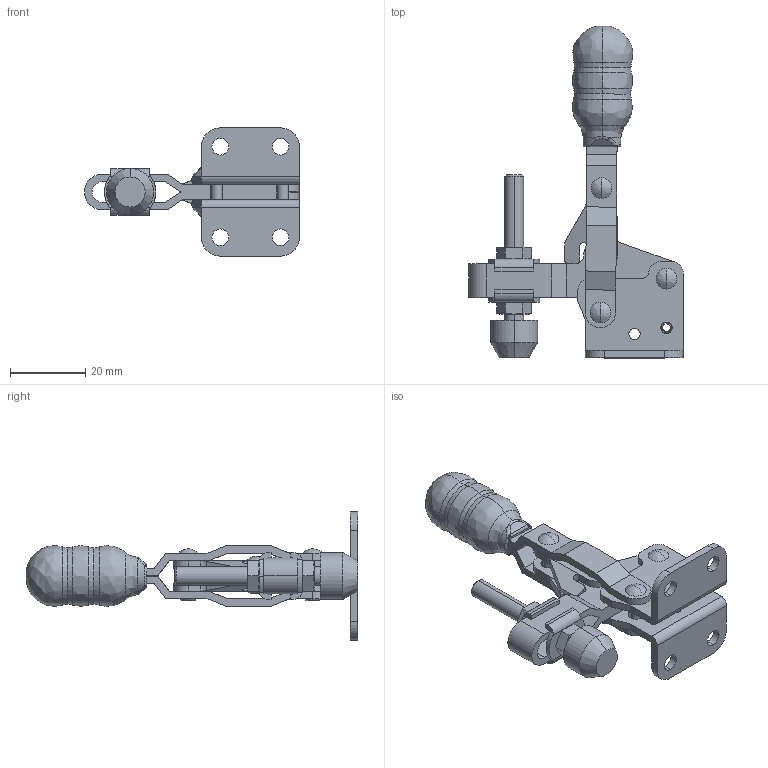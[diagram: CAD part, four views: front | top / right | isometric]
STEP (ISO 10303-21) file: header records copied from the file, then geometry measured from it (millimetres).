
FILE_DESCRIPTION (( 'STEP AP214' ), '1' );
FILE_NAME ('GH-10752-BB.STEP', '2020-10-21T09:30:12', ( 'LinWei' ), ( '' ), 'SwSTEP 2.0', 'SolidWorks 2016', '' );
FILE_SCHEMA (( 'AUTOMOTIVE_DESIGN' ));
Length unit declared in the file: millimetre
Products named in the file (15): NC05; 鏡射110752B13; 110752B13; 10751-b pin; 10751-B grip; Hexagon Nut_3_JIS_JIS B 1181 Hexagon nut - Class 3 Finished M5 --N; fw100; Revit-3.0-4_D3-L12; Revit-3.0-4_D3-L8; 鏡射110752B05; 110752B01; 110752B05; 110752B08; GH-10752-BB; GH-SA-054008
Assembly tree (18 placements, depth 2):
  GH-10752-BB
    110752B08
    110752B05
    110752B01
    鏡射110752B05
    Revit-3.0-4_D3-L8  x2
    Revit-3.0-4_D3-L12  x2
    fw100  x2
    Hexagon Nut_3_JIS_JIS B 1181 Hexagon nut - Class 3 Finished M5 --N  x2
    10751-B grip
    10751-b pin
    110752B13
    鏡射110752B13
    NC05
    GH-SA-054008
Bounding box: 57 x 88.02 x 34 mm (x, y, z)
Volume: 13569.1 mm3; surface area: 17590.4 mm2
Topology: 18 solids, 19 shells, 431 faces, 1074 edges, 671 vertices
Faces by surface type: plane 168, cylinder 151, bspline 56, cone 56
Entity records: 12775 total; most frequent: CARTESIAN_POINT 3860, ORIENTED_EDGE 1740, DIRECTION 1699, EDGE_CURVE 881, AXIS2_PLACEMENT_3D 636, VERTEX_POINT 565, VECTOR 427, LINE 427
